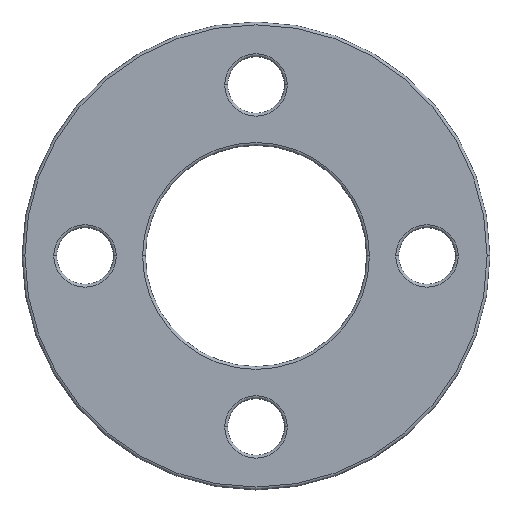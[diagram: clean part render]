
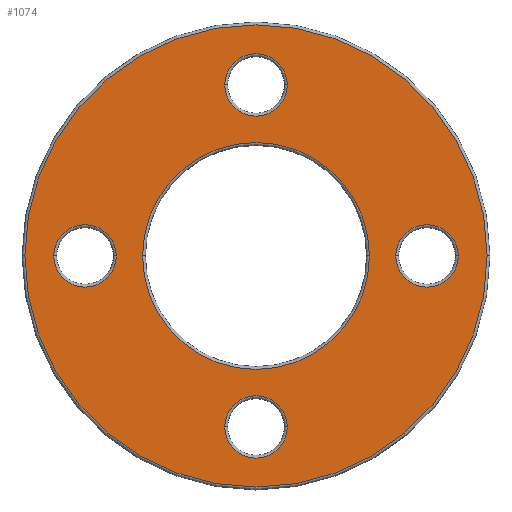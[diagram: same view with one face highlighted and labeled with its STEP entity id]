
A CAD part, top view. The second image highlights one B-rep face of the part: STEP entity #1074.
In plain terms, the highlighted planar face has unit normal (0, 0, 1).
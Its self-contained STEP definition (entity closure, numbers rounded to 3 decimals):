
#15 = VERTEX_POINT ( 'NONE', #901 ) ;
#21 = CARTESIAN_POINT ( 'NONE',  ( 0., 0., 18. ) ) ;
#23 = ORIENTED_EDGE ( 'NONE', *, *, #116, .T. ) ;
#24 = AXIS2_PLACEMENT_3D ( 'NONE', #504, #335, #1125 ) ;
#40 = CIRCLE ( 'NONE', #55, 81.5 ) ;
#55 = AXIS2_PLACEMENT_3D ( 'NONE', #21, #386, #741 ) ;
#99 = ORIENTED_EDGE ( 'NONE', *, *, #985, .T. ) ;
#104 = VERTEX_POINT ( 'NONE', #304 ) ;
#108 = EDGE_LOOP ( 'NONE', ( #99, #283 ) ) ;
#110 = DIRECTION ( 'NONE',  ( 1., 0., 0. ) ) ;
#113 = ORIENTED_EDGE ( 'NONE', *, *, #1119, .T. ) ;
#116 = EDGE_CURVE ( 'NONE', #222, #332, #133, .T. ) ;
#122 = CIRCLE ( 'NONE', #943, 40. ) ;
#130 = EDGE_CURVE ( 'NONE', #968, #214, #959, .T. ) ;
#133 = CIRCLE ( 'NONE', #808, 11. ) ;
#146 = EDGE_CURVE ( 'NONE', #15, #433, #459, .T. ) ;
#166 = VERTEX_POINT ( 'NONE', #384 ) ;
#169 = CARTESIAN_POINT ( 'NONE',  ( 11., -60.3, 18. ) ) ;
#171 = CARTESIAN_POINT ( 'NONE',  ( 0., 0., 18. ) ) ;
#172 = EDGE_LOOP ( 'NONE', ( #796, #23 ) ) ;
#184 = DIRECTION ( 'NONE',  ( 0., 0., 1. ) ) ;
#200 = ORIENTED_EDGE ( 'NONE', *, *, #130, .T. ) ;
#202 = DIRECTION ( 'NONE',  ( 0., 0., -1. ) ) ;
#214 = VERTEX_POINT ( 'NONE', #1129 ) ;
#221 = CARTESIAN_POINT ( 'NONE',  ( 81.5, 0., 18. ) ) ;
#222 = VERTEX_POINT ( 'NONE', #832 ) ;
#232 = DIRECTION ( 'NONE',  ( 1., 0., 0. ) ) ;
#233 = AXIS2_PLACEMENT_3D ( 'NONE', #860, #584, #1040 ) ;
#249 = FACE_BOUND ( 'NONE', #636, .T. ) ;
#256 = DIRECTION ( 'NONE',  ( 1., 0., 0. ) ) ;
#257 = CIRCLE ( 'NONE', #625, 11. ) ;
#277 = VERTEX_POINT ( 'NONE', #859 ) ;
#283 = ORIENTED_EDGE ( 'NONE', *, *, #146, .T. ) ;
#303 = AXIS2_PLACEMENT_3D ( 'NONE', #820, #1095, #1116 ) ;
#304 = CARTESIAN_POINT ( 'NONE',  ( 11., 60.3, 18. ) ) ;
#306 = AXIS2_PLACEMENT_3D ( 'NONE', #1000, #1092, #110 ) ;
#315 = ORIENTED_EDGE ( 'NONE', *, *, #813, .T. ) ;
#320 = DIRECTION ( 'NONE',  ( 1., 0., 0. ) ) ;
#326 = AXIS2_PLACEMENT_3D ( 'NONE', #171, #184, #893 ) ;
#331 = CARTESIAN_POINT ( 'NONE',  ( -40., 0., 18. ) ) ;
#332 = VERTEX_POINT ( 'NONE', #757 ) ;
#335 = DIRECTION ( 'NONE',  ( 0., 0., -1. ) ) ;
#362 = CIRCLE ( 'NONE', #868, 40. ) ;
#366 = EDGE_CURVE ( 'NONE', #490, #277, #675, .T. ) ;
#371 = EDGE_LOOP ( 'NONE', ( #388, #315 ) ) ;
#384 = CARTESIAN_POINT ( 'NONE',  ( -11., 60.3, 18. ) ) ;
#386 = DIRECTION ( 'NONE',  ( 0., 0., 1. ) ) ;
#388 = ORIENTED_EDGE ( 'NONE', *, *, #1010, .T. ) ;
#400 = EDGE_LOOP ( 'NONE', ( #200, #1117 ) ) ;
#402 = CIRCLE ( 'NONE', #303, 11. ) ;
#408 = CARTESIAN_POINT ( 'NONE',  ( 60.3, 0., 18. ) ) ;
#430 = DIRECTION ( 'NONE',  ( 0., 0., -1. ) ) ;
#431 = CARTESIAN_POINT ( 'NONE',  ( -60.3, 0., 18. ) ) ;
#433 = VERTEX_POINT ( 'NONE', #169 ) ;
#448 = FACE_OUTER_BOUND ( 'NONE', #400, .T. ) ;
#459 = CIRCLE ( 'NONE', #1118, 11. ) ;
#466 = DIRECTION ( 'NONE',  ( 0., 0., -1. ) ) ;
#485 = CARTESIAN_POINT ( 'NONE',  ( 60.3, 0., 18. ) ) ;
#490 = VERTEX_POINT ( 'NONE', #1064 ) ;
#504 = CARTESIAN_POINT ( 'NONE',  ( 0., -60.3, 18. ) ) ;
#506 = DIRECTION ( 'NONE',  ( 1., 0., 0. ) ) ;
#526 = EDGE_CURVE ( 'NONE', #923, #815, #362, .T. ) ;
#556 = DIRECTION ( 'NONE',  ( 1., 0., 0. ) ) ;
#579 = DIRECTION ( 'NONE',  ( 0., 0., -1. ) ) ;
#584 = DIRECTION ( 'NONE',  ( 0., 0., -1. ) ) ;
#587 = AXIS2_PLACEMENT_3D ( 'NONE', #431, #596, #779 ) ;
#596 = DIRECTION ( 'NONE',  ( 0., 0., -1. ) ) ;
#622 = CIRCLE ( 'NONE', #24, 11. ) ;
#625 = AXIS2_PLACEMENT_3D ( 'NONE', #711, #785, #256 ) ;
#636 = EDGE_LOOP ( 'NONE', ( #699, #794 ) ) ;
#669 = CARTESIAN_POINT ( 'NONE',  ( 0., 0., 18. ) ) ;
#675 = CIRCLE ( 'NONE', #587, 11. ) ;
#695 = CARTESIAN_POINT ( 'NONE',  ( 0., 0., 18. ) ) ;
#699 = ORIENTED_EDGE ( 'NONE', *, *, #991, .T. ) ;
#711 = CARTESIAN_POINT ( 'NONE',  ( -60.3, 0., 18. ) ) ;
#712 = ORIENTED_EDGE ( 'NONE', *, *, #366, .T. ) ;
#730 = EDGE_LOOP ( 'NONE', ( #113, #712 ) ) ;
#741 = DIRECTION ( 'NONE',  ( 1., 0., 0. ) ) ;
#745 = DIRECTION ( 'NONE',  ( 1., 0., 0. ) ) ;
#757 = CARTESIAN_POINT ( 'NONE',  ( 71.3, 0., 18. ) ) ;
#758 = CIRCLE ( 'NONE', #233, 11. ) ;
#779 = DIRECTION ( 'NONE',  ( 1., 0., 0. ) ) ;
#785 = DIRECTION ( 'NONE',  ( 0., 0., -1. ) ) ;
#794 = ORIENTED_EDGE ( 'NONE', *, *, #526, .T. ) ;
#796 = ORIENTED_EDGE ( 'NONE', *, *, #982, .T. ) ;
#807 = FACE_BOUND ( 'NONE', #371, .T. ) ;
#808 = AXIS2_PLACEMENT_3D ( 'NONE', #485, #202, #556 ) ;
#813 = EDGE_CURVE ( 'NONE', #166, #104, #402, .T. ) ;
#815 = VERTEX_POINT ( 'NONE', #916 ) ;
#820 = CARTESIAN_POINT ( 'NONE',  ( 0., 60.3, 18. ) ) ;
#823 = CARTESIAN_POINT ( 'NONE',  ( 0., -60.3, 18. ) ) ;
#832 = CARTESIAN_POINT ( 'NONE',  ( 49.3, 0., 18. ) ) ;
#838 = EDGE_CURVE ( 'NONE', #214, #968, #40, .T. ) ;
#859 = CARTESIAN_POINT ( 'NONE',  ( -49.3, 0., 18. ) ) ;
#860 = CARTESIAN_POINT ( 'NONE',  ( 0., 60.3, 18. ) ) ;
#868 = AXIS2_PLACEMENT_3D ( 'NONE', #695, #430, #506 ) ;
#871 = DIRECTION ( 'NONE',  ( 0., 0., -1. ) ) ;
#886 = FACE_BOUND ( 'NONE', #108, .T. ) ;
#893 = DIRECTION ( 'NONE',  ( 1., 0., 0. ) ) ;
#901 = CARTESIAN_POINT ( 'NONE',  ( -11., -60.3, 18. ) ) ;
#916 = CARTESIAN_POINT ( 'NONE',  ( 40., 0., 18. ) ) ;
#923 = VERTEX_POINT ( 'NONE', #331 ) ;
#943 = AXIS2_PLACEMENT_3D ( 'NONE', #669, #579, #232 ) ;
#959 = CIRCLE ( 'NONE', #306, 81.5 ) ;
#968 = VERTEX_POINT ( 'NONE', #221 ) ;
#982 = EDGE_CURVE ( 'NONE', #332, #222, #1156, .T. ) ;
#985 = EDGE_CURVE ( 'NONE', #433, #15, #622, .T. ) ;
#991 = EDGE_CURVE ( 'NONE', #815, #923, #122, .T. ) ;
#1000 = CARTESIAN_POINT ( 'NONE',  ( 0., 0., 18. ) ) ;
#1010 = EDGE_CURVE ( 'NONE', #104, #166, #758, .T. ) ;
#1040 = DIRECTION ( 'NONE',  ( 1., 0., 0. ) ) ;
#1064 = CARTESIAN_POINT ( 'NONE',  ( -71.3, 0., 18. ) ) ;
#1071 = FACE_BOUND ( 'NONE', #172, .T. ) ;
#1074 = ADVANCED_FACE ( 'NONE', ( #1166, #1071, #249, #448, #807, #886 ), #1160, .T. ) ;
#1092 = DIRECTION ( 'NONE',  ( 0., 0., 1. ) ) ;
#1095 = DIRECTION ( 'NONE',  ( 0., 0., -1. ) ) ;
#1116 = DIRECTION ( 'NONE',  ( 1., 0., 0. ) ) ;
#1117 = ORIENTED_EDGE ( 'NONE', *, *, #838, .T. ) ;
#1118 = AXIS2_PLACEMENT_3D ( 'NONE', #823, #466, #745 ) ;
#1119 = EDGE_CURVE ( 'NONE', #277, #490, #257, .T. ) ;
#1125 = DIRECTION ( 'NONE',  ( 1., 0., 0. ) ) ;
#1129 = CARTESIAN_POINT ( 'NONE',  ( -81.5, 0., 18. ) ) ;
#1137 = AXIS2_PLACEMENT_3D ( 'NONE', #408, #871, #320 ) ;
#1156 = CIRCLE ( 'NONE', #1137, 11. ) ;
#1160 = PLANE ( 'NONE',  #326 ) ;
#1166 = FACE_BOUND ( 'NONE', #730, .T. ) ;
